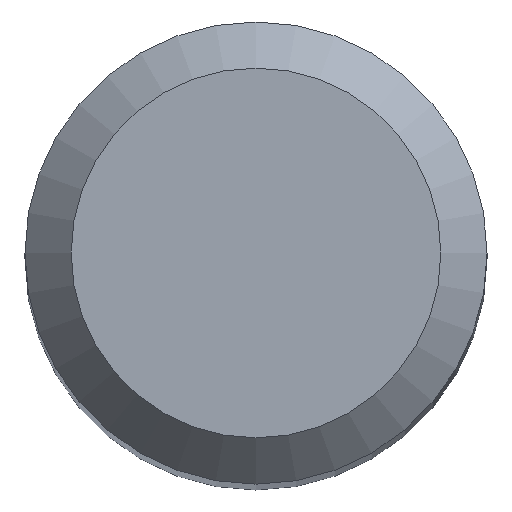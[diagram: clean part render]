
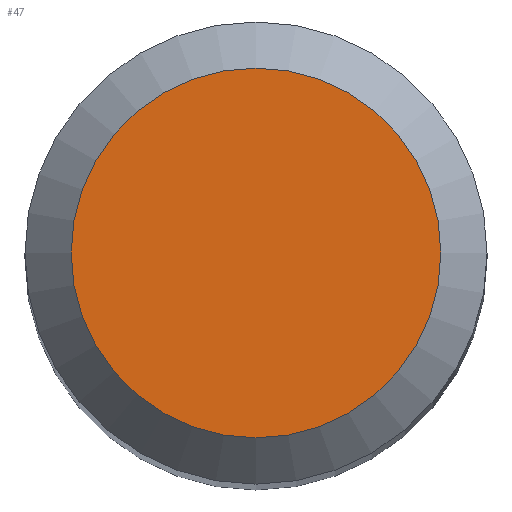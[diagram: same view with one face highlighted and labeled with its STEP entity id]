
A CAD part, top view. The second image highlights one B-rep face of the part: STEP entity #47.
In plain terms, the highlighted planar face has unit normal (0, 0, 1).
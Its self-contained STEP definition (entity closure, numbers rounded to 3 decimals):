
#3 = CARTESIAN_POINT ( 'NONE',  ( 0., 0., 38. ) ) ;
#17 = ORIENTED_EDGE ( 'NONE', *, *, #115, .F. ) ;
#33 = CIRCLE ( 'NONE', #56, 1.2 ) ;
#38 = DIRECTION ( 'NONE',  ( 0., 0., -1. ) ) ;
#47 = ADVANCED_FACE ( 'NONE', ( #131 ), #216, .F. ) ;
#56 = AXIS2_PLACEMENT_3D ( 'NONE', #3, #38, #114 ) ;
#84 = DIRECTION ( 'NONE',  ( 0., 1., 0. ) ) ;
#114 = DIRECTION ( 'NONE',  ( 0., 1., 0. ) ) ;
#115 = EDGE_CURVE ( 'NONE', #148, #148, #33, .T. ) ;
#125 = AXIS2_PLACEMENT_3D ( 'NONE', #147, #197, #84 ) ;
#128 = CARTESIAN_POINT ( 'NONE',  ( 0., 1.2, 38. ) ) ;
#131 = FACE_OUTER_BOUND ( 'NONE', #210, .T. ) ;
#147 = CARTESIAN_POINT ( 'NONE',  ( 0., 0., 38. ) ) ;
#148 = VERTEX_POINT ( 'NONE', #128 ) ;
#197 = DIRECTION ( 'NONE',  ( 0., 0., -1. ) ) ;
#210 = EDGE_LOOP ( 'NONE', ( #17 ) ) ;
#216 = PLANE ( 'NONE',  #125 ) ;
